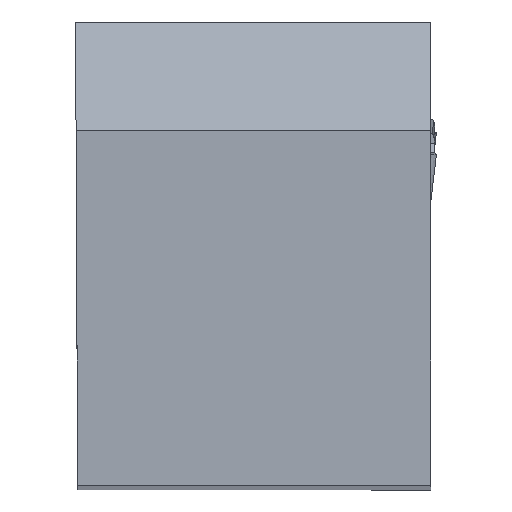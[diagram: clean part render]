
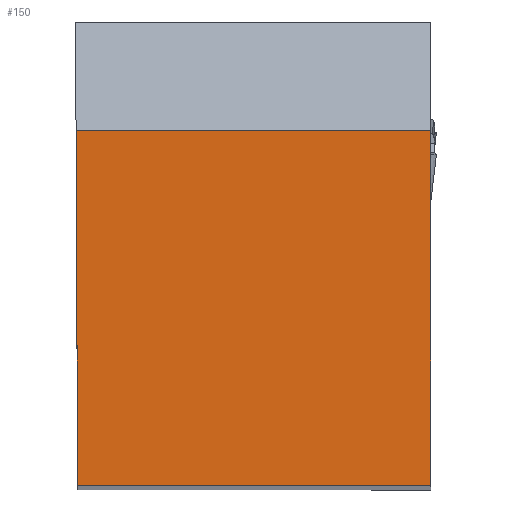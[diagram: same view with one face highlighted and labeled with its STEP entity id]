
A CAD part, top view. The second image highlights one B-rep face of the part: STEP entity #150.
In plain terms, the highlighted planar face has unit normal (0, 0, 1).
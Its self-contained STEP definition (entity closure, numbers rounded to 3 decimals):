
#150=ADVANCED_FACE('BLANK_BOXF006',(#259),#214,.T.);
#214=PLANE('',#1440);
#259=FACE_OUTER_BOUND('',#325,.T.);
#325=EDGE_LOOP('',(#510,#511,#512,#513));
#510=ORIENTED_EDGE('',*,*,#964,.T.);
#511=ORIENTED_EDGE('',*,*,#982,.F.);
#512=ORIENTED_EDGE('',*,*,#942,.T.);
#513=ORIENTED_EDGE('',*,*,#992,.T.);
#816=VERTEX_POINT('',#1820);
#817=VERTEX_POINT('',#1822);
#835=VERTEX_POINT('',#1891);
#836=VERTEX_POINT('',#1893);
#942=EDGE_CURVE('',#817,#816,#1126,.T.);
#964=EDGE_CURVE('',#836,#835,#1139,.T.);
#982=EDGE_CURVE('',#817,#835,#1154,.T.);
#992=EDGE_CURVE('',#816,#836,#1161,.T.);
#1126=LINE('',#1821,#1248);
#1139=LINE('',#1892,#1261);
#1154=LINE('',#1930,#1276);
#1161=LINE('',#1969,#1283);
#1248=VECTOR('',#1515,1.);
#1261=VECTOR('',#1538,1.);
#1276=VECTOR('',#1567,1.);
#1283=VECTOR('',#1584,1.);
#1440=AXIS2_PLACEMENT_3D('',#1970,#1585,#1586);
#1515=DIRECTION('',(0.,1.,0.));
#1538=DIRECTION('',(0.004,-1.,0.));
#1567=DIRECTION('',(-1.,0.,0.));
#1584=DIRECTION('',(-1.,0.,0.));
#1585=DIRECTION('',(0.,0.,1.));
#1586=DIRECTION('',(1.,0.,0.));
#1820=CARTESIAN_POINT('',(15.775,15.775,0.));
#1821=CARTESIAN_POINT('',(15.775,21.775,0.));
#1822=CARTESIAN_POINT('',(15.775,0.,0.));
#1891=CARTESIAN_POINT('',(0.069,0.,0.));
#1892=CARTESIAN_POINT('',(-0.027,21.871,0.));
#1893=CARTESIAN_POINT('',(0.,15.775,0.));
#1930=CARTESIAN_POINT('',(-22.,0.,0.));
#1969=CARTESIAN_POINT('',(-22.,15.775,0.));
#1970=CARTESIAN_POINT('',(-22.,21.775,0.));
